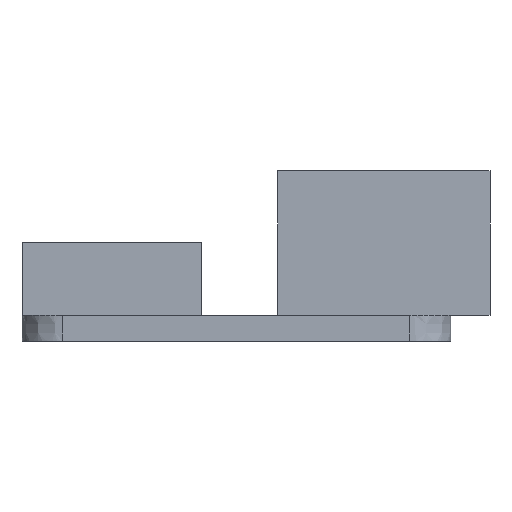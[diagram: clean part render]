
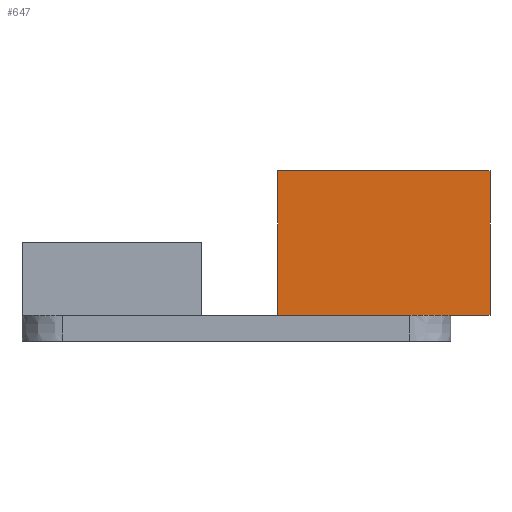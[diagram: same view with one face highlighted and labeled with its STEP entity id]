
A CAD part, front view. The second image highlights one B-rep face of the part: STEP entity #647.
In plain terms, the highlighted planar face has unit normal (0, -1, 0).
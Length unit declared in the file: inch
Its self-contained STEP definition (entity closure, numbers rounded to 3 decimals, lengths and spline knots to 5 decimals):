
#65=FACE_OUTER_BOUND('',#101,.T.);
#101=EDGE_LOOP('',(#460,#461,#462,#463,#464));
#140=LINE('',#885,#208);
#149=LINE('',#1044,#217);
#153=LINE('',#1050,#221);
#154=LINE('',#1052,#222);
#155=LINE('',#1053,#223);
#208=VECTOR('',#734,0.3937);
#217=VECTOR('',#759,0.3937);
#221=VECTOR('',#765,0.3937);
#222=VECTOR('',#768,0.3937);
#223=VECTOR('',#769,0.3937);
#275=VERTEX_POINT('',#881);
#277=VERTEX_POINT('',#884);
#294=VERTEX_POINT('',#1042);
#295=VERTEX_POINT('',#1043);
#296=VERTEX_POINT('',#1048);
#336=EDGE_CURVE('',#275,#277,#140,.T.);
#357=EDGE_CURVE('',#294,#295,#149,.T.);
#361=EDGE_CURVE('',#296,#294,#153,.T.);
#362=EDGE_CURVE('',#275,#296,#154,.T.);
#363=EDGE_CURVE('',#277,#295,#155,.T.);
#460=ORIENTED_EDGE('',*,*,#336,.F.);
#461=ORIENTED_EDGE('',*,*,#362,.T.);
#462=ORIENTED_EDGE('',*,*,#361,.T.);
#463=ORIENTED_EDGE('',*,*,#357,.T.);
#464=ORIENTED_EDGE('',*,*,#363,.F.);
#615=PLANE('',#699);
#647=ADVANCED_FACE('',(#65),#615,.T.);
#699=AXIS2_PLACEMENT_3D('',#1051,#766,#767);
#734=DIRECTION('',(0.,0.,1.));
#759=DIRECTION('',(0.,0.,1.));
#765=DIRECTION('',(1.,0.,0.));
#766=DIRECTION('center_axis',(0.,-1.,0.));
#767=DIRECTION('ref_axis',(1.,0.,0.));
#768=DIRECTION('',(1.,0.,0.));
#769=DIRECTION('',(1.,0.,0.));
#881=CARTESIAN_POINT('',(1.07283,0.2374,0.07874));
#884=CARTESIAN_POINT('',(1.07283,0.2374,0.51984));
#885=CARTESIAN_POINT('',(1.07283,0.2374,0.16933));
#1042=CARTESIAN_POINT('',(1.71965,0.2374,0.07874));
#1043=CARTESIAN_POINT('',(1.71965,0.2374,0.51984));
#1044=CARTESIAN_POINT('',(1.71965,0.2374,0.50984));
#1048=CARTESIAN_POINT('',(1.6,0.2374,0.07874));
#1050=CARTESIAN_POINT('',(1.59997,0.2374,0.07874));
#1051=CARTESIAN_POINT('Origin',(0.17283,0.2374,0.07874));
#1052=CARTESIAN_POINT('',(0.29252,0.2374,0.07874));
#1053=CARTESIAN_POINT('',(0.29252,0.2374,0.51984));
